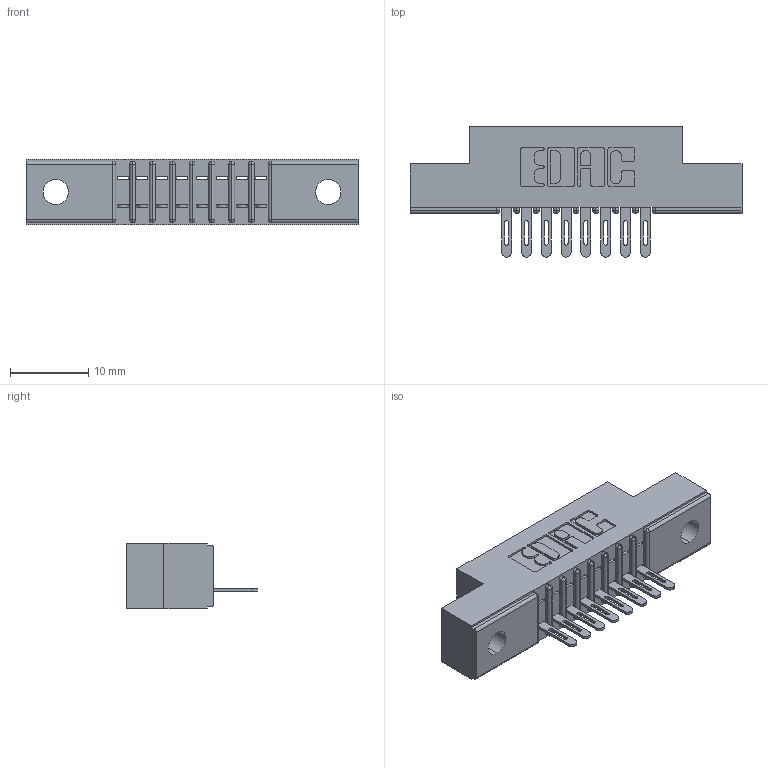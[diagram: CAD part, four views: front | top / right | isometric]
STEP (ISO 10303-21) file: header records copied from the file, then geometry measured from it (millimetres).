
FILE_DESCRIPTION (( 'STEP AP203' ), '1' );
FILE_NAME ('341-008-500-102.STEP', '2019-08-09T15:54:37', ( '' ), ( '' ), 'SwSTEP 2.0', 'SolidWorks 2016', '' );
FILE_SCHEMA (( 'CONFIG_CONTROL_DESIGN' ));
Length unit declared in the file: inch
Products named in the file (3): 341 Part_.128 (3.25) Dia Mounting Holes; 341-292-001_341-292-100; 341-008-500-102
Assembly tree (9 placements, depth 2):
  341-008-500-102
    341 Part_.128 (3.25) Dia Mounting Holes
    341-292-001_341-292-100  x8
Bounding box: 42.55 x 16.69 x 8.38 mm (x, y, z)
Volume: 2373.3 mm3; surface area: 3525.4 mm2
Topology: 9 solids, 9 shells, 772 faces, 2212 edges, 1422 vertices
Faces by surface type: plane 460, cylinder 280, sphere 18, torus 14
Entity records: 13965 total; most frequent: CARTESIAN_POINT 2356, ORIENTED_EDGE 2344, DIRECTION 2306, EDGE_CURVE 1172, LINE 906, VECTOR 906, VERTEX_POINT 750, AXIS2_PLACEMENT_3D 700
